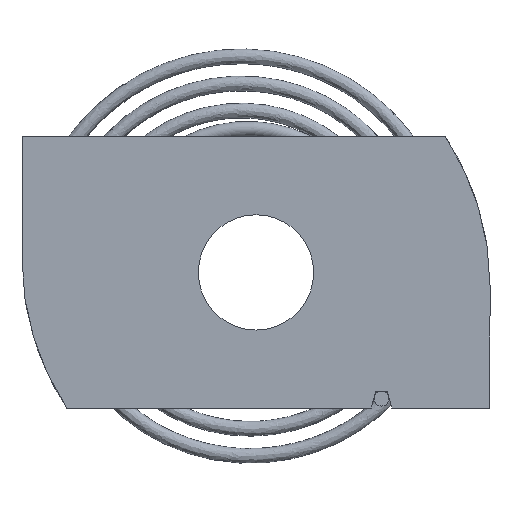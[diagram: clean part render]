
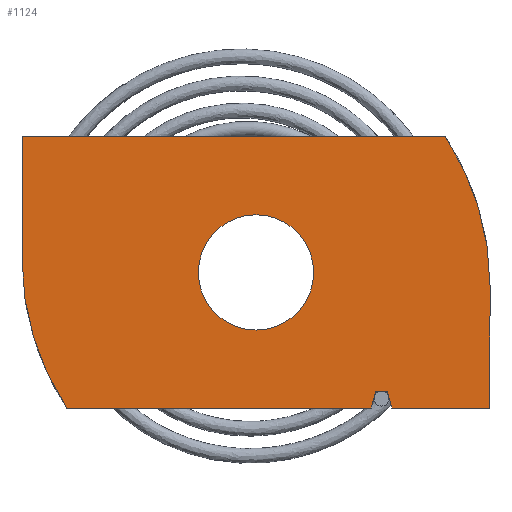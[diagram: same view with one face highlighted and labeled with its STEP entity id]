
A CAD part, front view. The second image highlights one B-rep face of the part: STEP entity #1124.
In plain terms, the highlighted planar face has unit normal (0, -1, 0).
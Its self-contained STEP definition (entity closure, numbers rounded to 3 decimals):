
#2 = CARTESIAN_POINT ( 'NONE',  ( 8.828, 0., -8.75 ) ) ;
#34 = EDGE_LOOP ( 'NONE', ( #591 ) ) ;
#58 = AXIS2_PLACEMENT_3D ( 'NONE', #1900, #1584, #1617 ) ;
#116 = VECTOR ( 'NONE', #1979, 1000. ) ;
#123 = CARTESIAN_POINT ( 'NONE',  ( 13.953, 0., 10. ) ) ;
#152 = PLANE ( 'NONE',  #1012 ) ;
#157 = CIRCLE ( 'NONE', #1822, 20. ) ;
#170 = VERTEX_POINT ( 'NONE', #652 ) ;
#172 = DIRECTION ( 'NONE',  ( 0., 0., 1. ) ) ;
#175 = CARTESIAN_POINT ( 'NONE',  ( -17.25, 0., 10. ) ) ;
#235 = EDGE_CURVE ( 'NONE', #1361, #170, #1576, .T. ) ;
#261 = LINE ( 'NONE', #270, #1404 ) ;
#267 = ORIENTED_EDGE ( 'NONE', *, *, #1919, .T. ) ;
#270 = CARTESIAN_POINT ( 'NONE',  ( -17.25, 0., 10. ) ) ;
#282 = LINE ( 'NONE', #432, #922 ) ;
#364 = EDGE_CURVE ( 'NONE', #787, #1361, #157, .T. ) ;
#383 = CARTESIAN_POINT ( 'NONE',  ( 0., 0., 4.25 ) ) ;
#389 = DIRECTION ( 'NONE',  ( 0., 0., -1. ) ) ;
#401 = ORIENTED_EDGE ( 'NONE', *, *, #235, .F. ) ;
#421 = DIRECTION ( 'NONE',  ( 0., 1., 0. ) ) ;
#432 = CARTESIAN_POINT ( 'NONE',  ( -13.953, 0., -10. ) ) ;
#437 = ORIENTED_EDGE ( 'NONE', *, *, #1450, .T. ) ;
#482 = EDGE_CURVE ( 'NONE', #978, #1257, #1040, .T. ) ;
#591 = ORIENTED_EDGE ( 'NONE', *, *, #2012, .T. ) ;
#601 = AXIS2_PLACEMENT_3D ( 'NONE', #1922, #843, #172 ) ;
#624 = VERTEX_POINT ( 'NONE', #1082 ) ;
#648 = DIRECTION ( 'NONE',  ( 0.259, 0., 0.966 ) ) ;
#652 = CARTESIAN_POINT ( 'NONE',  ( 17.25, 0., -10. ) ) ;
#656 = ORIENTED_EDGE ( 'NONE', *, *, #482, .T. ) ;
#659 = LINE ( 'NONE', #175, #702 ) ;
#702 = VECTOR ( 'NONE', #1598, 1000. ) ;
#730 = EDGE_CURVE ( 'NONE', #1371, #829, #282, .T. ) ;
#779 = ORIENTED_EDGE ( 'NONE', *, *, #1974, .F. ) ;
#787 = VERTEX_POINT ( 'NONE', #123 ) ;
#790 = CARTESIAN_POINT ( 'NONE',  ( 2.75, 0., 1. ) ) ;
#805 = CARTESIAN_POINT ( 'NONE',  ( 17.25, 0., -1. ) ) ;
#829 = VERTEX_POINT ( 'NONE', #1925 ) ;
#843 = DIRECTION ( 'NONE',  ( 0., 1., 0. ) ) ;
#876 = EDGE_CURVE ( 'NONE', #1518, #1908, #659, .T. ) ;
#887 = VERTEX_POINT ( 'NONE', #383 ) ;
#903 = DIRECTION ( 'NONE',  ( -1., 0., 0. ) ) ;
#922 = VECTOR ( 'NONE', #903, 1000. ) ;
#962 = LINE ( 'NONE', #2, #1116 ) ;
#978 = VERTEX_POINT ( 'NONE', #1730 ) ;
#993 = CARTESIAN_POINT ( 'NONE',  ( 10.007, 0., -10. ) ) ;
#1004 = CARTESIAN_POINT ( 'NONE',  ( 17.25, 0., -1. ) ) ;
#1012 = AXIS2_PLACEMENT_3D ( 'NONE', #790, #1106, #1575 ) ;
#1040 = LINE ( 'NONE', #1668, #1912 ) ;
#1051 = CARTESIAN_POINT ( 'NONE',  ( -2.75, 0., -1. ) ) ;
#1082 = CARTESIAN_POINT ( 'NONE',  ( 8.828, 0., -8.75 ) ) ;
#1106 = DIRECTION ( 'NONE',  ( 0., -1., 0. ) ) ;
#1116 = VECTOR ( 'NONE', #648, 1000. ) ;
#1124 = ADVANCED_FACE ( 'NONE', ( #1255, #1885 ), #152, .T. ) ;
#1183 = ORIENTED_EDGE ( 'NONE', *, *, #876, .F. ) ;
#1203 = ORIENTED_EDGE ( 'NONE', *, *, #1233, .F. ) ;
#1233 = EDGE_CURVE ( 'NONE', #170, #1257, #1968, .T. ) ;
#1255 = FACE_BOUND ( 'NONE', #34, .T. ) ;
#1257 = VERTEX_POINT ( 'NONE', #993 ) ;
#1273 = DIRECTION ( 'NONE',  ( 0., 0., -1. ) ) ;
#1333 = CARTESIAN_POINT ( 'NONE',  ( 8.493, 0., -10. ) ) ;
#1361 = VERTEX_POINT ( 'NONE', #1004 ) ;
#1371 = VERTEX_POINT ( 'NONE', #1333 ) ;
#1372 = VECTOR ( 'NONE', #1667, 1000. ) ;
#1382 = CIRCLE ( 'NONE', #601, 4.25 ) ;
#1384 = CARTESIAN_POINT ( 'NONE',  ( -17.25, 0., 1. ) ) ;
#1404 = VECTOR ( 'NONE', #1545, 1000. ) ;
#1434 = ORIENTED_EDGE ( 'NONE', *, *, #364, .F. ) ;
#1441 = CARTESIAN_POINT ( 'NONE',  ( -17.25, 0., 10. ) ) ;
#1450 = EDGE_CURVE ( 'NONE', #624, #978, #1679, .T. ) ;
#1518 = VERTEX_POINT ( 'NONE', #1384 ) ;
#1545 = DIRECTION ( 'NONE',  ( 1., 0., 0. ) ) ;
#1547 = EDGE_CURVE ( 'NONE', #1908, #787, #261, .T. ) ;
#1575 = DIRECTION ( 'NONE',  ( 0., 0., -1. ) ) ;
#1576 = LINE ( 'NONE', #805, #1748 ) ;
#1584 = DIRECTION ( 'NONE',  ( 0., 1., 0. ) ) ;
#1598 = DIRECTION ( 'NONE',  ( 0., 0., 1. ) ) ;
#1617 = DIRECTION ( 'NONE',  ( 0., 0., -1. ) ) ;
#1643 = CIRCLE ( 'NONE', #58, 20. ) ;
#1659 = DIRECTION ( 'NONE',  ( 0.259, 0., -0.966 ) ) ;
#1667 = DIRECTION ( 'NONE',  ( 1., 0., 0. ) ) ;
#1668 = CARTESIAN_POINT ( 'NONE',  ( 10.007, 0., -10. ) ) ;
#1676 = ORIENTED_EDGE ( 'NONE', *, *, #1547, .F. ) ;
#1679 = LINE ( 'NONE', #1690, #1372 ) ;
#1690 = CARTESIAN_POINT ( 'NONE',  ( 9.672, 0., -8.75 ) ) ;
#1730 = CARTESIAN_POINT ( 'NONE',  ( 9.672, 0., -8.75 ) ) ;
#1748 = VECTOR ( 'NONE', #1273, 1000. ) ;
#1768 = ORIENTED_EDGE ( 'NONE', *, *, #730, .F. ) ;
#1822 = AXIS2_PLACEMENT_3D ( 'NONE', #1051, #421, #389 ) ;
#1885 = FACE_OUTER_BOUND ( 'NONE', #1920, .T. ) ;
#1900 = CARTESIAN_POINT ( 'NONE',  ( 2.75, 0., 1. ) ) ;
#1908 = VERTEX_POINT ( 'NONE', #1441 ) ;
#1912 = VECTOR ( 'NONE', #1659, 1000. ) ;
#1919 = EDGE_CURVE ( 'NONE', #1371, #624, #962, .T. ) ;
#1920 = EDGE_LOOP ( 'NONE', ( #656, #1203, #401, #1434, #1676, #1183, #779, #1768, #267, #437 ) ) ;
#1922 = CARTESIAN_POINT ( 'NONE',  ( 0., 0., 0. ) ) ;
#1925 = CARTESIAN_POINT ( 'NONE',  ( -13.953, 0., -10. ) ) ;
#1958 = CARTESIAN_POINT ( 'NONE',  ( -13.953, 0., -10. ) ) ;
#1968 = LINE ( 'NONE', #1958, #116 ) ;
#1974 = EDGE_CURVE ( 'NONE', #829, #1518, #1643, .T. ) ;
#1979 = DIRECTION ( 'NONE',  ( -1., 0., 0. ) ) ;
#2012 = EDGE_CURVE ( 'NONE', #887, #887, #1382, .T. ) ;
